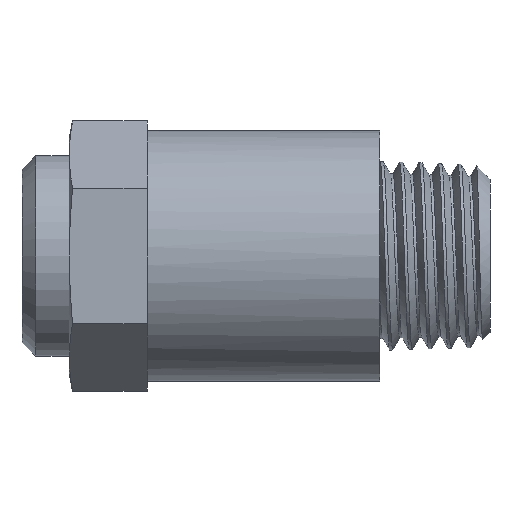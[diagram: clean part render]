
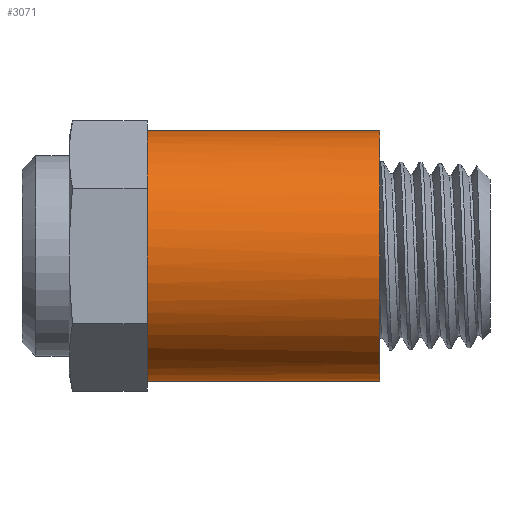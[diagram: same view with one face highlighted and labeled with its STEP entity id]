
A CAD part, left-side view. The second image highlights one B-rep face of the part: STEP entity #3071.
In plain terms, the highlighted cylindrical face has radius 9.1 mm (diameter 18.2 mm), a partial arc.
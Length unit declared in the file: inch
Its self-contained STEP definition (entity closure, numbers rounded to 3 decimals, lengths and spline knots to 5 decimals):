
#40 = VECTOR ( 'NONE', #3194, 39.37008 ) ;
#116 = VERTEX_POINT ( 'NONE', #487 ) ;
#141 = CARTESIAN_POINT ( 'NONE',  ( 0., 0.66535, 0. ) ) ;
#148 = CARTESIAN_POINT ( 'NONE',  ( 0., 0.66535, 0. ) ) ;
#150 = AXIS2_PLACEMENT_3D ( 'NONE', #141, #3002, #822 ) ;
#280 = DIRECTION ( 'NONE',  ( 0., 0., -1. ) ) ;
#460 = AXIS2_PLACEMENT_3D ( 'NONE', #1604, #1907, #2301 ) ;
#487 = CARTESIAN_POINT ( 'NONE',  ( -0.33465, 0.66535, -0.12794 ) ) ;
#488 = CIRCLE ( 'NONE', #460, 0.35827 ) ;
#548 = LINE ( 'NONE', #3140, #4301 ) ;
#685 = EDGE_CURVE ( 'NONE', #2846, #2602, #2768, .T. ) ;
#709 = AXIS2_PLACEMENT_3D ( 'NONE', #1271, #959, #3810 ) ;
#745 = EDGE_CURVE ( 'NONE', #2903, #4636, #4629, .T. ) ;
#822 = DIRECTION ( 'NONE',  ( 0., 0., -1. ) ) ;
#959 = DIRECTION ( 'NONE',  ( 0., -1., 0. ) ) ;
#968 = ORIENTED_EDGE ( 'NONE', *, *, #745, .T. ) ;
#979 = EDGE_CURVE ( 'NONE', #2846, #3684, #548, .T. ) ;
#1195 = EDGE_LOOP ( 'NONE', ( #2047, #4467, #1485, #968, #2948, #2505, #3007, #1367, #4429, #1353 ) ) ;
#1222 = CIRCLE ( 'NONE', #709, 0.35827 ) ;
#1244 = AXIS2_PLACEMENT_3D ( 'NONE', #148, #3101, #1655 ) ;
#1271 = CARTESIAN_POINT ( 'NONE',  ( 0., 0.66535, 0. ) ) ;
#1320 = DIRECTION ( 'NONE',  ( 0., -1., 0. ) ) ;
#1321 = DIRECTION ( 'NONE',  ( 0., -1., 0. ) ) ;
#1353 = ORIENTED_EDGE ( 'NONE', *, *, #3180, .T. ) ;
#1367 = ORIENTED_EDGE ( 'NONE', *, *, #2844, .T. ) ;
#1485 = ORIENTED_EDGE ( 'NONE', *, *, #3297, .T. ) ;
#1604 = CARTESIAN_POINT ( 'NONE',  ( 0., 0.66535, 0. ) ) ;
#1637 = CARTESIAN_POINT ( 'NONE',  ( 0., 0.33268, 0. ) ) ;
#1655 = DIRECTION ( 'NONE',  ( 0., 0., -1. ) ) ;
#1671 = CARTESIAN_POINT ( 'NONE',  ( 0., 0.66535, 0. ) ) ;
#1806 = VERTEX_POINT ( 'NONE', #3265 ) ;
#1907 = DIRECTION ( 'NONE',  ( 0., -1., 0. ) ) ;
#1955 = FACE_OUTER_BOUND ( 'NONE', #1195, .T. ) ;
#2034 = AXIS2_PLACEMENT_3D ( 'NONE', #1671, #4209, #2465 ) ;
#2047 = ORIENTED_EDGE ( 'NONE', *, *, #979, .F. ) ;
#2086 = VERTEX_POINT ( 'NONE', #2640 ) ;
#2137 = CIRCLE ( 'NONE', #1244, 0.35827 ) ;
#2152 = CARTESIAN_POINT ( 'NONE',  ( -0.05653, 0.66535, 0.35378 ) ) ;
#2163 = AXIS2_PLACEMENT_3D ( 'NONE', #3637, #3307, #4386 ) ;
#2281 = DIRECTION ( 'NONE',  ( 0., -1., 0. ) ) ;
#2283 = EDGE_CURVE ( 'NONE', #116, #4126, #2137, .T. ) ;
#2301 = DIRECTION ( 'NONE',  ( 0., 0., -1. ) ) ;
#2319 = CARTESIAN_POINT ( 'NONE',  ( -0.27812, 0.66535, 0.22584 ) ) ;
#2441 = EDGE_CURVE ( 'NONE', #3345, #1806, #3837, .T. ) ;
#2450 = CARTESIAN_POINT ( 'NONE',  ( 0., 0.66535, 0. ) ) ;
#2465 = DIRECTION ( 'NONE',  ( 0., 0., -1. ) ) ;
#2505 = ORIENTED_EDGE ( 'NONE', *, *, #2283, .T. ) ;
#2602 = VERTEX_POINT ( 'NONE', #2152 ) ;
#2640 = CARTESIAN_POINT ( 'NONE',  ( -0.05653, 0.66535, -0.35378 ) ) ;
#2667 = CARTESIAN_POINT ( 'NONE',  ( 0., 0.66535, 0. ) ) ;
#2674 = CARTESIAN_POINT ( 'NONE',  ( 0., 0.66535, 0.35827 ) ) ;
#2701 = CIRCLE ( 'NONE', #2163, 0.35827 ) ;
#2712 = CARTESIAN_POINT ( 'NONE',  ( 0., 0., 0.35827 ) ) ;
#2753 = DIRECTION ( 'NONE',  ( 0., 0., -1. ) ) ;
#2768 = CIRCLE ( 'NONE', #2034, 0.35827 ) ;
#2820 = CYLINDRICAL_SURFACE ( 'NONE', #4037, 0.35827 ) ;
#2844 = EDGE_CURVE ( 'NONE', #2086, #3345, #488, .T. ) ;
#2846 = VERTEX_POINT ( 'NONE', #2674 ) ;
#2903 = VERTEX_POINT ( 'NONE', #2319 ) ;
#2948 = ORIENTED_EDGE ( 'NONE', *, *, #3049, .T. ) ;
#2983 = AXIS2_PLACEMENT_3D ( 'NONE', #2667, #2281, #3696 ) ;
#3002 = DIRECTION ( 'NONE',  ( 0., -1., 0. ) ) ;
#3007 = ORIENTED_EDGE ( 'NONE', *, *, #4380, .T. ) ;
#3049 = EDGE_CURVE ( 'NONE', #4636, #116, #1222, .T. ) ;
#3071 = ADVANCED_FACE ( 'NONE', ( #1955 ), #2820, .T. ) ;
#3097 = CARTESIAN_POINT ( 'NONE',  ( -0.27812, 0.66535, -0.22584 ) ) ;
#3101 = DIRECTION ( 'NONE',  ( 0., -1., 0. ) ) ;
#3140 = CARTESIAN_POINT ( 'NONE',  ( 0., 0.33268, 0.35827 ) ) ;
#3175 = CARTESIAN_POINT ( 'NONE',  ( 0., 0.33268, -0.35827 ) ) ;
#3180 = EDGE_CURVE ( 'NONE', #1806, #3684, #2701, .T. ) ;
#3194 = DIRECTION ( 'NONE',  ( 0., -1., 0. ) ) ;
#3265 = CARTESIAN_POINT ( 'NONE',  ( 0., 0., -0.35827 ) ) ;
#3297 = EDGE_CURVE ( 'NONE', #2602, #2903, #4002, .T. ) ;
#3307 = DIRECTION ( 'NONE',  ( 0., 1., 0. ) ) ;
#3345 = VERTEX_POINT ( 'NONE', #4416 ) ;
#3637 = CARTESIAN_POINT ( 'NONE',  ( 0., 0., 0. ) ) ;
#3684 = VERTEX_POINT ( 'NONE', #2712 ) ;
#3696 = DIRECTION ( 'NONE',  ( 0., 0., -1. ) ) ;
#3810 = DIRECTION ( 'NONE',  ( 0., 0., -1. ) ) ;
#3825 = DIRECTION ( 'NONE',  ( 0., -1., 0. ) ) ;
#3837 = LINE ( 'NONE', #3175, #40 ) ;
#3949 = CIRCLE ( 'NONE', #150, 0.35827 ) ;
#4002 = CIRCLE ( 'NONE', #2983, 0.35827 ) ;
#4037 = AXIS2_PLACEMENT_3D ( 'NONE', #1637, #1321, #2753 ) ;
#4126 = VERTEX_POINT ( 'NONE', #3097 ) ;
#4209 = DIRECTION ( 'NONE',  ( 0., -1., 0. ) ) ;
#4228 = CARTESIAN_POINT ( 'NONE',  ( -0.33465, 0.66535, 0.12794 ) ) ;
#4301 = VECTOR ( 'NONE', #3825, 39.37008 ) ;
#4380 = EDGE_CURVE ( 'NONE', #4126, #2086, #3949, .T. ) ;
#4386 = DIRECTION ( 'NONE',  ( 0., 0., -1. ) ) ;
#4401 = AXIS2_PLACEMENT_3D ( 'NONE', #2450, #1320, #280 ) ;
#4416 = CARTESIAN_POINT ( 'NONE',  ( 0., 0.66535, -0.35827 ) ) ;
#4429 = ORIENTED_EDGE ( 'NONE', *, *, #2441, .T. ) ;
#4467 = ORIENTED_EDGE ( 'NONE', *, *, #685, .T. ) ;
#4629 = CIRCLE ( 'NONE', #4401, 0.35827 ) ;
#4636 = VERTEX_POINT ( 'NONE', #4228 ) ;
